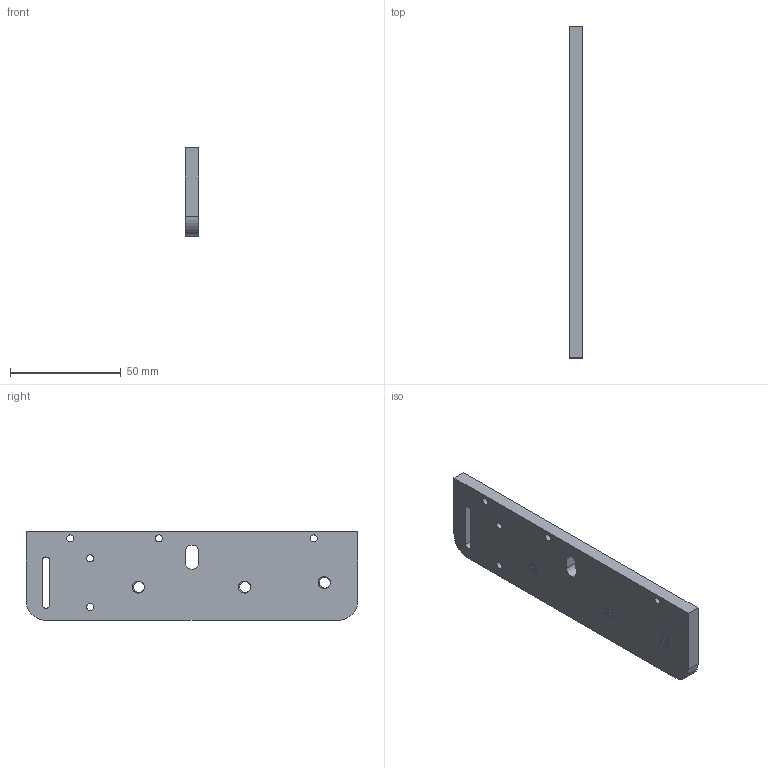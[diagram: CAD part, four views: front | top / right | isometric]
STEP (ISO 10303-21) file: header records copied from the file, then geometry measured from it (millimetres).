
FILE_DESCRIPTION(('FreeCAD Model'),'2;1');
FILE_NAME('Open CASCADE Shape Model','2025-04-14T21:54:23',(''),(''), 'Open CASCADE STEP processor 7.7','FreeCAD','Unknown');
FILE_SCHEMA(('AUTOMOTIVE_DESIGN { 1 0 10303 214 1 1 1 1 }'));
Length unit declared in the file: millimetre
Products named in the file (1): Côté gauche
Bounding box: 6 x 150 x 40 mm (x, y, z)
Volume: 34347.8 mm3; surface area: 14946.4 mm2
Topology: 1 solids, 1 shells, 108 faces, 246 edges, 140 vertices
Faces by surface type: bspline 63, cylinder 35, plane 10
Full cylindrical faces by diameter (mm): 3.2 x5, 5.026 x18
Entity records: 10668 total; most frequent: CARTESIAN_POINT 8694, ORIENTED_EDGE 492, EDGE_CURVE 246, DIRECTION 216, B_SPLINE_CURVE_WITH_KNOTS 156, VERTEX_POINT 140, FACE_BOUND 128, EDGE_LOOP 128
